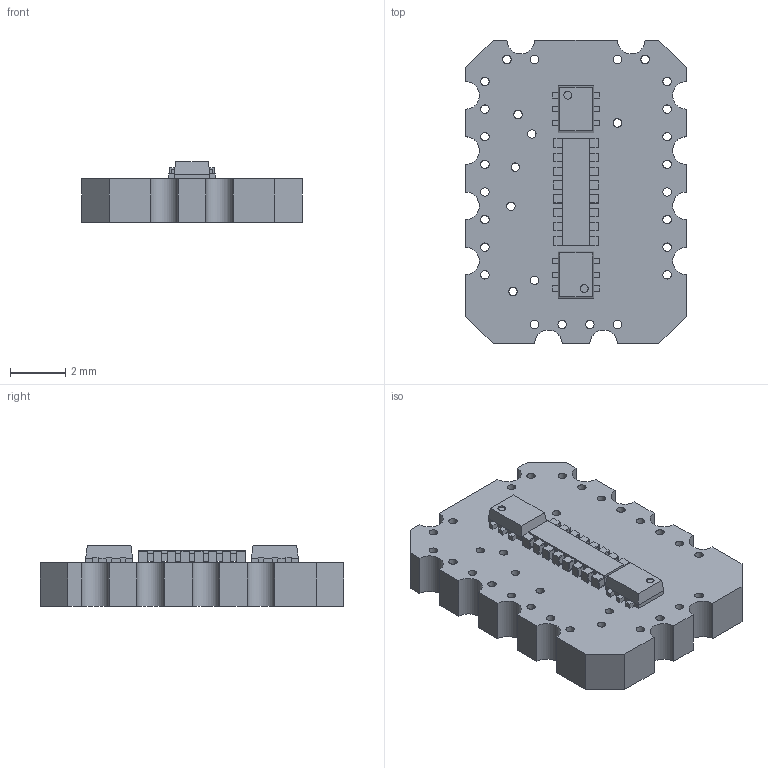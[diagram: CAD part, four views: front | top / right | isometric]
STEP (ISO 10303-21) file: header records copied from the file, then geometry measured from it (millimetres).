
FILE_DESCRIPTION(/* description */ (''),/* implementation_level */ '2;1');
FILE_NAME(/* name */ '0124-logic-level-shifter v3.step',/* time_stamp */ '2021-03-11T20:54:57-08:00',/* author */ (''),/* organization */ (''),/* preprocessor_version */ 'ST-DEVELOPER v18.1',/* originating_system */ 'Autodesk Translation Framework v9.10.0.1330',/* authorisation */ '');
FILE_SCHEMA (('AUTOMOTIVE_DESIGN { 1 0 10303 214 3 1 1 }'));
Length unit declared in the file: millimetre
Products named in the file (6): 0124-logic-level-shifter; Board; Packages; CAST01-2.00MM; RESNET_0402_X8; SOT-563
Assembly tree (17 placements, depth 3):
  0124-logic-level-shifter
    Board
    Packages
      CAST01-2.00MM  x12
      RESNET_0402_X8
      SOT-563  x2
Bounding box: 8 x 11 x 2.19 mm (x, y, z)
Volume: 129.3 mm3; surface area: 327 mm2
Topology: 33 solids, 33 shells, 326 faces, 766 edges, 508 vertices
Faces by surface type: plane 280, cylinder 46
Full cylindrical faces by diameter (mm): 0.283 x2, 0.305 x32
Entity records: 8447 total; most frequent: CARTESIAN_POINT 1419, DIRECTION 1365, ORIENTED_EDGE 1342, EDGE_CURVE 671, LINE 581, VECTOR 581, VERTEX_POINT 446, AXIS2_PLACEMENT_3D 392
